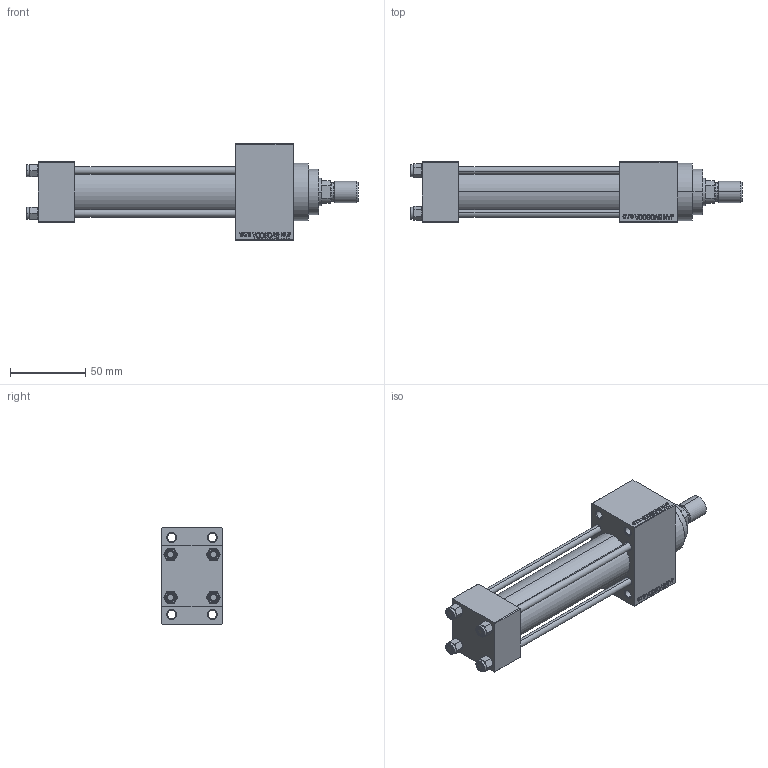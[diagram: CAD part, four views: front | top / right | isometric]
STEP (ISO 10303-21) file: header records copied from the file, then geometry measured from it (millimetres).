
FILE_DESCRIPTION (( 'STEP AP203' ), '1' );
FILE_NAME ('bd36.STEP', '2022-04-16T08:40:46', ( '' ), ( '' ), 'SwSTEP 2.0', 'SolidWorks 2019', '' );
FILE_SCHEMA (( 'CONFIG_CONTROL_DESIGN' ));
Length unit declared in the file: millimetre
Products named in the file (7): V215CR_VCP_D c42e4b15f081eb7c3cdeb5b598c0dd34; ROD_END_AH c42e4b15f081eb7c3cdeb5b598c0dd34; V215_VC_A c42e4b15f081eb7c3cdeb5b598c0dd34; NUT_M5_D c42e4b15f081eb7c3cdeb5b598c0dd34; V215CR_D_TYCINKA c42e4b15f081eb7c3cdeb5b598c0dd34; bd36; V215CR_D_Body c42e4b15f081eb7c3cdeb5b598c0dd34
Assembly tree (12 placements, depth 2):
  bd36
    V215CR_D_Body c42e4b15f081eb7c3cdeb5b598c0dd34
    V215CR_VCP_D c42e4b15f081eb7c3cdeb5b598c0dd34
    NUT_M5_D c42e4b15f081eb7c3cdeb5b598c0dd34  x4
    V215CR_D_TYCINKA c42e4b15f081eb7c3cdeb5b598c0dd34  x4
    V215_VC_A c42e4b15f081eb7c3cdeb5b598c0dd34
    ROD_END_AH c42e4b15f081eb7c3cdeb5b598c0dd34
Bounding box: 220 x 40 x 64 mm (x, y, z)
Volume: 219160.4 mm3; surface area: 82979 mm2
Topology: 12 solids, 12 shells, 1116 faces, 2768 edges, 1789 vertices
Faces by surface type: plane 499, bspline 368, cone 148, cylinder 91, torus 10
Entity records: 47565 total; most frequent: CARTESIAN_POINT 25085, ORIENTED_EDGE 5028, DIRECTION 3254, EDGE_CURVE 2514, VERTEX_POINT 1645, LINE 1510, VECTOR 1510, EDGE_LOOP 1129
